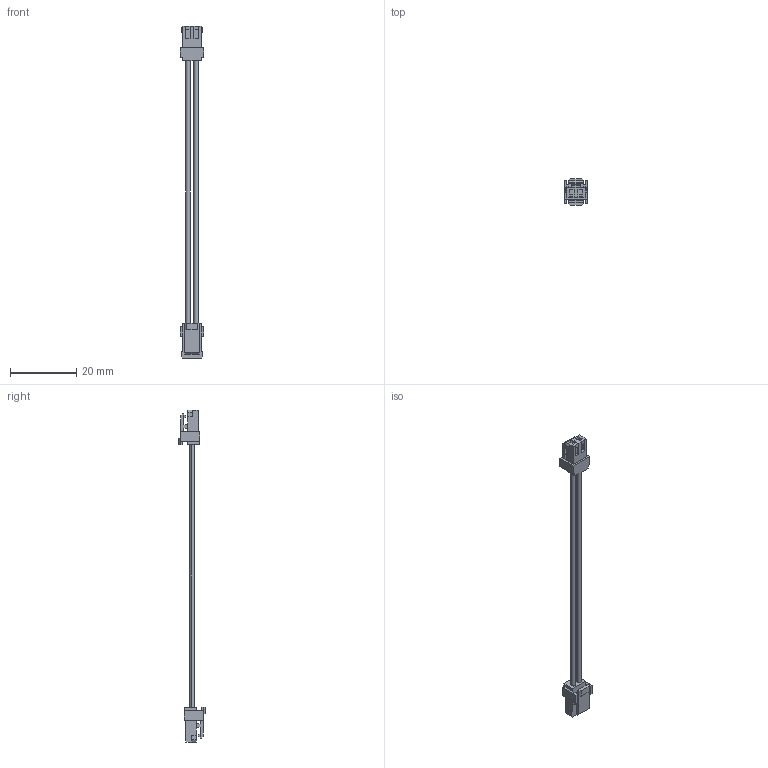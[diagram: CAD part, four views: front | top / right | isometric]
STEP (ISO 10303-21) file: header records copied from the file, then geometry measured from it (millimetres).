
FILE_DESCRIPTION (( 'STEP AP203' ), '1' );
FILE_NAME ('PG2-01-D.STEP', '2020-01-20T03:02:11', ( 'HP' ), ( '' ), 'SwSTEP 2.0', 'SolidWorks 2008', '' );
FILE_SCHEMA (( 'CONFIG_CONTROL_DESIGN' ));
Length unit declared in the file: millimetre
Products named in the file (3): PG2-01-D; 01-1_ル遽; PG2_ル遽
Assembly tree (4 placements, depth 2):
  PG2-01-D
    PG2_ル遽  x2
    01-1_ル遽  x2
Bounding box: 7 x 7.9 x 100 mm (x, y, z)
Volume: 732.6 mm3; surface area: 1508.4 mm2
Topology: 4 solids, 4 shells, 152 faces, 400 edges, 260 vertices
Faces by surface type: plane 148, cylinder 4
Entity records: 2661 total; most frequent: CARTESIAN_POINT 413, ORIENTED_EDGE 400, DIRECTION 370, EDGE_CURVE 200, LINE 196, VECTOR 196, VERTEX_POINT 130, AXIS2_PLACEMENT_3D 87
